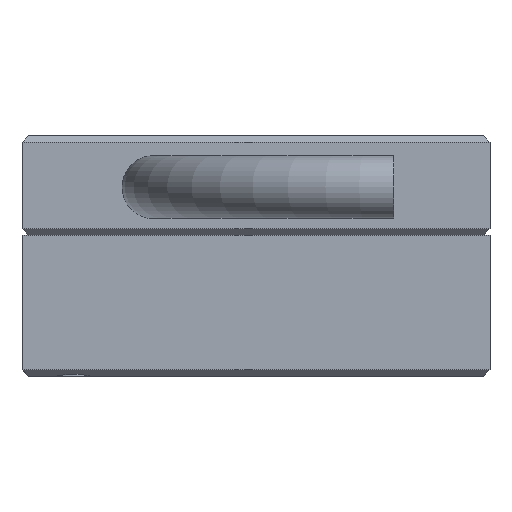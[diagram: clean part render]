
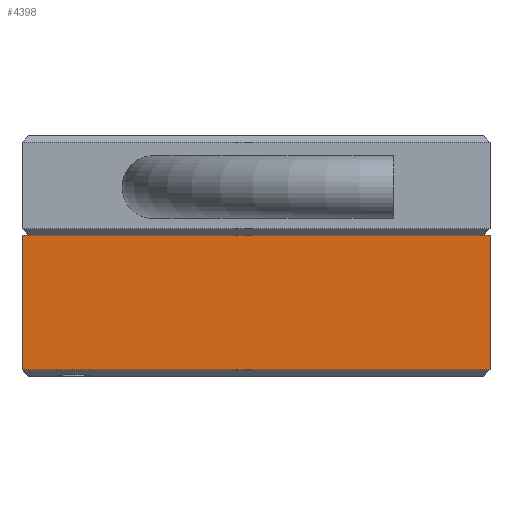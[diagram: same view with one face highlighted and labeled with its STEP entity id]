
A CAD part, front view. The second image highlights one B-rep face of the part: STEP entity #4398.
In plain terms, the highlighted planar face has unit normal (0, -1, 0).
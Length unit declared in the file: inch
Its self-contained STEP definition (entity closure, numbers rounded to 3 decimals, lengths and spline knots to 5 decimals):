
#4176=CARTESIAN_POINT('',(0.365,-0.365,0.11));
#4177=VERTEX_POINT('',#4176);
#4192=CARTESIAN_POINT('',(-0.365,-0.365,0.11));
#4193=VERTEX_POINT('',#4192);
#4200=CARTESIAN_POINT('',(0.365,-0.365,0.11));
#4201=DIRECTION('',(-1.0,0.0,0.0));
#4202=VECTOR('',#4201,0.73);
#4203=LINE('',#4200,#4202);
#4204=EDGE_CURVE('',#4177,#4193,#4203,.T.);
#4229=CARTESIAN_POINT('',(0.365,-0.365,-0.1));
#4230=VERTEX_POINT('',#4229);
#4237=CARTESIAN_POINT('',(-0.365,-0.365,-0.1));
#4238=VERTEX_POINT('',#4237);
#4239=CARTESIAN_POINT('',(0.365,-0.365,-0.1));
#4240=DIRECTION('',(-1.0,0.0,0.0));
#4241=VECTOR('',#4240,0.73);
#4242=LINE('',#4239,#4241);
#4243=EDGE_CURVE('',#4230,#4238,#4242,.T.);
#4366=CARTESIAN_POINT('',(-0.365,-0.365,0.11));
#4367=DIRECTION('',(0.0,0.0,-1.0));
#4368=VECTOR('',#4367,0.21);
#4369=LINE('',#4366,#4368);
#4370=EDGE_CURVE('',#4193,#4238,#4369,.T.);
#4382=CARTESIAN_POINT('',(0.365,-0.365,0.0));
#4383=DIRECTION('',(0.0,-1.0,0.0));
#4384=DIRECTION('',(0.0,0.0,-1.0));
#4385=AXIS2_PLACEMENT_3D('',#4382,#4383,#4384);
#4386=PLANE('',#4385);
#4387=ORIENTED_EDGE('',*,*,#4243,.F.);
#4388=CARTESIAN_POINT('',(0.365,-0.365,0.11));
#4389=DIRECTION('',(0.0,0.0,-1.0));
#4390=VECTOR('',#4389,0.21);
#4391=LINE('',#4388,#4390);
#4392=EDGE_CURVE('',#4177,#4230,#4391,.T.);
#4393=ORIENTED_EDGE('',*,*,#4392,.F.);
#4394=ORIENTED_EDGE('',*,*,#4204,.T.);
#4395=ORIENTED_EDGE('',*,*,#4370,.T.);
#4396=EDGE_LOOP('',(#4387,#4393,#4394,#4395));
#4397=FACE_OUTER_BOUND('',#4396,.T.);
#4398=ADVANCED_FACE('',(#4397),#4386,.T.);
